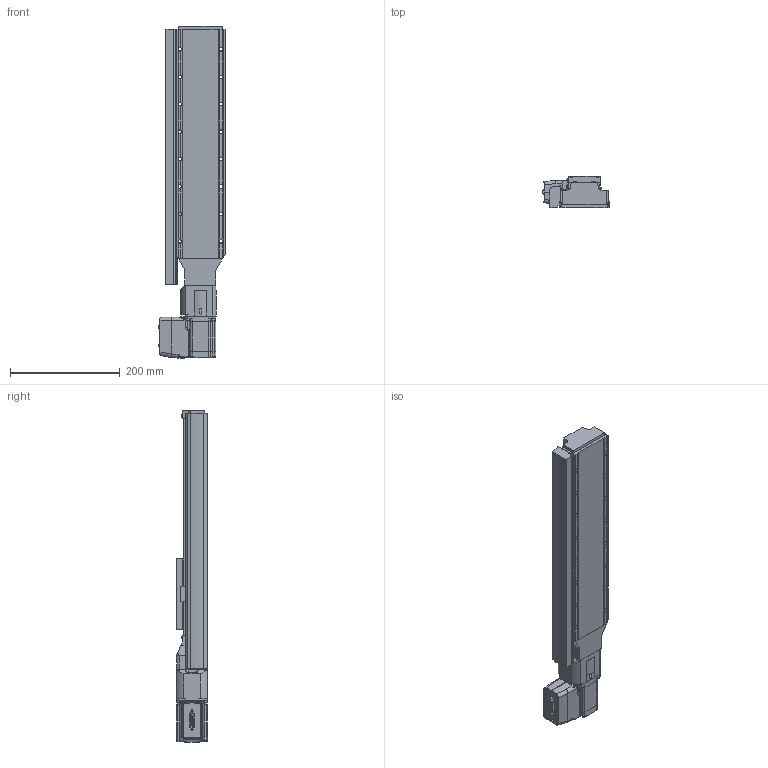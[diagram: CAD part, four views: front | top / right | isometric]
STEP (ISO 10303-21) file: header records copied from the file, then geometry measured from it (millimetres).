
FILE_DESCRIPTION (( 'STEP AP203' ), '1' );
FILE_NAME ('LRT0250xL-BAE53C10TA.step', '2023-05-25T20:49:19', ( '' ), ( '' ), 'SwSTEP 2.0', 'SolidWorks 2019', '' );
FILE_SCHEMA (( 'CONFIG_CONTROL_DESIGN' ));
Length unit declared in the file: millimetre
Products named in the file (4): LRT0250xL-BAE53C10TA; LRT_motor^LRT_LRT-BT10A; LRT_carriage^LRT_LRT-AE; LRT_base^LRT_LRT0250-AE
Assembly tree (3 placements, depth 2):
  LRT0250xL-BAE53C10TA
    LRT_base^LRT_LRT0250-AE
    LRT_motor^LRT_LRT-BT10A
    LRT_carriage^LRT_LRT-AE
Bounding box: 120.76 x 58 x 605 mm (x, y, z)
Volume: 2353225.3 mm3; surface area: 432640.6 mm2
Topology: 40 solids, 40 shells, 1011 faces, 2593 edges, 1718 vertices
Faces by surface type: plane 597, cylinder 380, bspline 18, cone 8, sphere 4, torus 4
Entity records: 32576 total; most frequent: CARTESIAN_POINT 7203, DIRECTION 5197, ORIENTED_EDGE 5154, EDGE_CURVE 2577, AXIS2_PLACEMENT_3D 1763, VERTEX_POINT 1710, LINE 1671, VECTOR 1671
